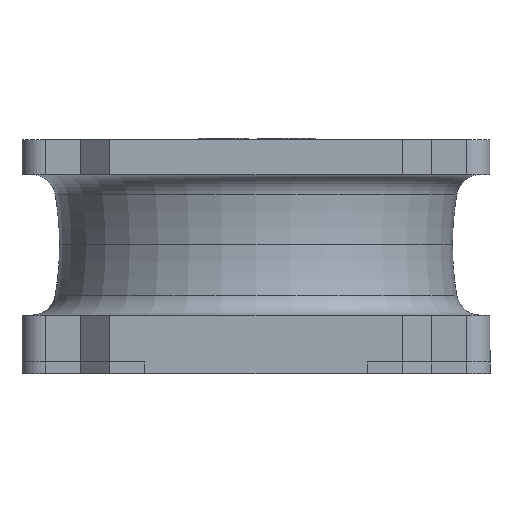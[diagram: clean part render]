
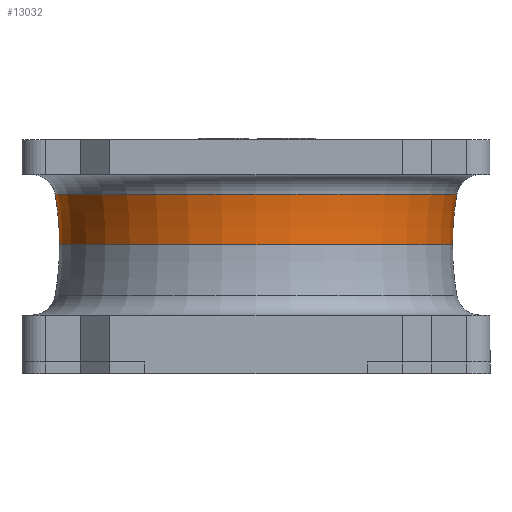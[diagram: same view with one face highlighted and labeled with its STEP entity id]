
A CAD part, front view. The second image highlights one B-rep face of the part: STEP entity #13032.
In plain terms, the highlighted toroidal (fillet/blend) face has major radius 4.28 mm and minor radius 2.6 mm.
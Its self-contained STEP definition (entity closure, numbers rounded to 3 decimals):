
#319 = VERTEX_POINT ( 'NONE', #11628 ) ;
#325 = AXIS2_PLACEMENT_3D ( 'NONE', #11074, #4901, #11001 ) ;
#368 = DIRECTION ( 'NONE',  ( 0., 0., 1. ) ) ;
#874 = CIRCLE ( 'NONE', #8365, 1.68 ) ;
#1095 = VERTEX_POINT ( 'NONE', #14672 ) ;
#1376 = DIRECTION ( 'NONE',  ( 1., 0., 0. ) ) ;
#1557 = TOROIDAL_SURFACE ( 'NONE', #8303, 4.28, 2.6 ) ;
#1598 = CARTESIAN_POINT ( 'NONE',  ( 0., 0., 1.1 ) ) ;
#2980 = DIRECTION ( 'NONE',  ( 0., 0., -1. ) ) ;
#3998 = DIRECTION ( 'NONE',  ( 0., 0., 1. ) ) ;
#4098 = DIRECTION ( 'NONE',  ( -1., 0., 0. ) ) ;
#4292 = VERTEX_POINT ( 'NONE', #8414 ) ;
#4901 = DIRECTION ( 'NONE',  ( 0., 1., 0. ) ) ;
#5204 = DIRECTION ( 'NONE',  ( 0., 0., -1. ) ) ;
#5397 = EDGE_LOOP ( 'NONE', ( #9710, #7728, #10579, #14086 ) ) ;
#7243 = AXIS2_PLACEMENT_3D ( 'NONE', #13644, #8924, #2980 ) ;
#7345 = AXIS2_PLACEMENT_3D ( 'NONE', #7697, #5204, #4098 ) ;
#7393 = VERTEX_POINT ( 'NONE', #12044 ) ;
#7452 = CARTESIAN_POINT ( 'NONE',  ( 0., 0., 1.1 ) ) ;
#7458 = EDGE_CURVE ( 'NONE', #7393, #1095, #14294, .T. ) ;
#7608 = DIRECTION ( 'NONE',  ( 1., 0., 0. ) ) ;
#7697 = CARTESIAN_POINT ( 'NONE',  ( 0., 0., 1.533 ) ) ;
#7728 = ORIENTED_EDGE ( 'NONE', *, *, #13319, .T. ) ;
#7767 = FACE_OUTER_BOUND ( 'NONE', #5397, .T. ) ;
#8303 = AXIS2_PLACEMENT_3D ( 'NONE', #1598, #3998, #7608 ) ;
#8365 = AXIS2_PLACEMENT_3D ( 'NONE', #7452, #368, #1376 ) ;
#8414 = CARTESIAN_POINT ( 'NONE',  ( -1.68, 0., 1.1 ) ) ;
#8683 = EDGE_CURVE ( 'NONE', #7393, #319, #14953, .T. ) ;
#8924 = DIRECTION ( 'NONE',  ( 0., -1., 0. ) ) ;
#9710 = ORIENTED_EDGE ( 'NONE', *, *, #15277, .T. ) ;
#10579 = ORIENTED_EDGE ( 'NONE', *, *, #8683, .F. ) ;
#11001 = DIRECTION ( 'NONE',  ( -1., 0., 0. ) ) ;
#11074 = CARTESIAN_POINT ( 'NONE',  ( -4.28, 0., 1.1 ) ) ;
#11628 = CARTESIAN_POINT ( 'NONE',  ( 1.68, 0., 1.1 ) ) ;
#12044 = CARTESIAN_POINT ( 'NONE',  ( 1.716, 0., 1.533 ) ) ;
#13032 = ADVANCED_FACE ( 'NONE', ( #7767 ), #1557, .F. ) ;
#13319 = EDGE_CURVE ( 'NONE', #4292, #319, #874, .T. ) ;
#13644 = CARTESIAN_POINT ( 'NONE',  ( 4.28, 0., 1.1 ) ) ;
#14086 = ORIENTED_EDGE ( 'NONE', *, *, #7458, .T. ) ;
#14294 = CIRCLE ( 'NONE', #7345, 1.716 ) ;
#14672 = CARTESIAN_POINT ( 'NONE',  ( -1.716, 0., 1.533 ) ) ;
#14740 = CIRCLE ( 'NONE', #325, 2.6 ) ;
#14953 = CIRCLE ( 'NONE', #7243, 2.6 ) ;
#15277 = EDGE_CURVE ( 'NONE', #1095, #4292, #14740, .T. ) ;
